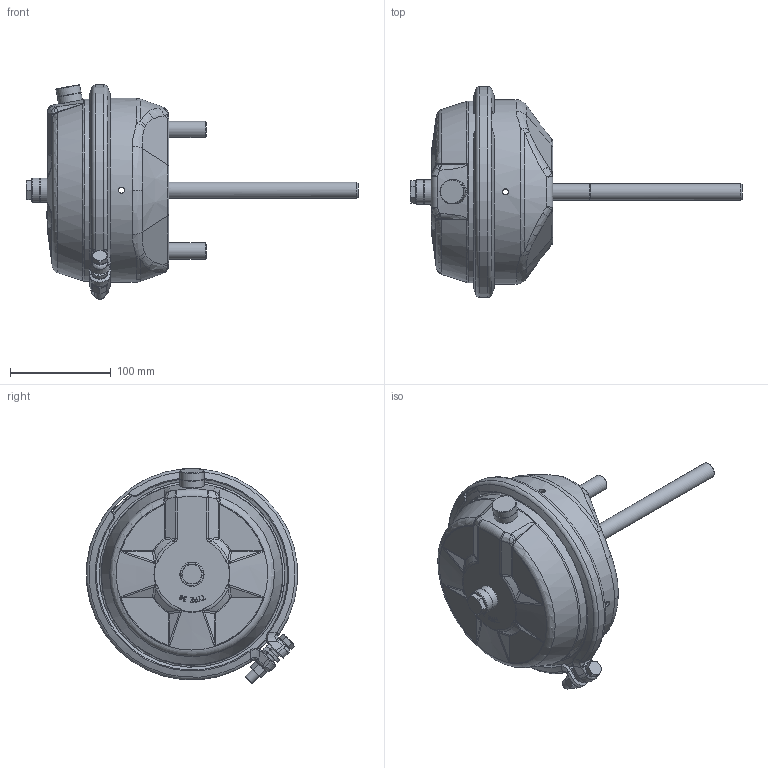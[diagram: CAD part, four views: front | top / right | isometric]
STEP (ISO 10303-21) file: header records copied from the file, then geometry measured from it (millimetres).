
FILE_DESCRIPTION( ( 'STEP AP214' ), '1' );
FILE_NAME( ' ', ' ', ( ' ' ), ( ' ' ), 'PSStep 11.0', 'VISI 17.0', ' ' );
FILE_SCHEMA( ( 'AUTOMOTIVE_DESIGN { 1 0 10303 214 1 1 1 1 }' ) );
Length unit declared in the file: millimetre
Products named in the file (3): 1; 2; 3
Bounding box: 329.6 x 209.3 x 212.86 mm (x, y, z)
Volume: 620384.2 mm3; surface area: 372358.6 mm2
Topology: 3 solids, 5 shells, 905 faces, 2319 edges, 1407 vertices
Faces by surface type: bspline 278, plane 205, extrusion 111, cylinder 106, cone 100, torus 89, sphere 16
Full cylindrical faces by diameter (mm): 6 x4, 9.756 x2, 10 x3, 13.5 x1, 14.3 x1, 16 x3, 18 x1, 24 x4, 32.5 x1, 174.5 x1, 177 x1, 180.5 x1, 183 x1, 200 x2
Entity records: 62157 total; most frequent: CARTESIAN_POINT 36493, ORIENTED_EDGE 4426, DIRECTION 2574, EDGE_CURVE 2213, VERTEX_POINT 1385, B_SPLINE_CURVE_WITH_KNOTS 1325, EDGE_LOOP 1003, AXIS2_PLACEMENT_3D 945
